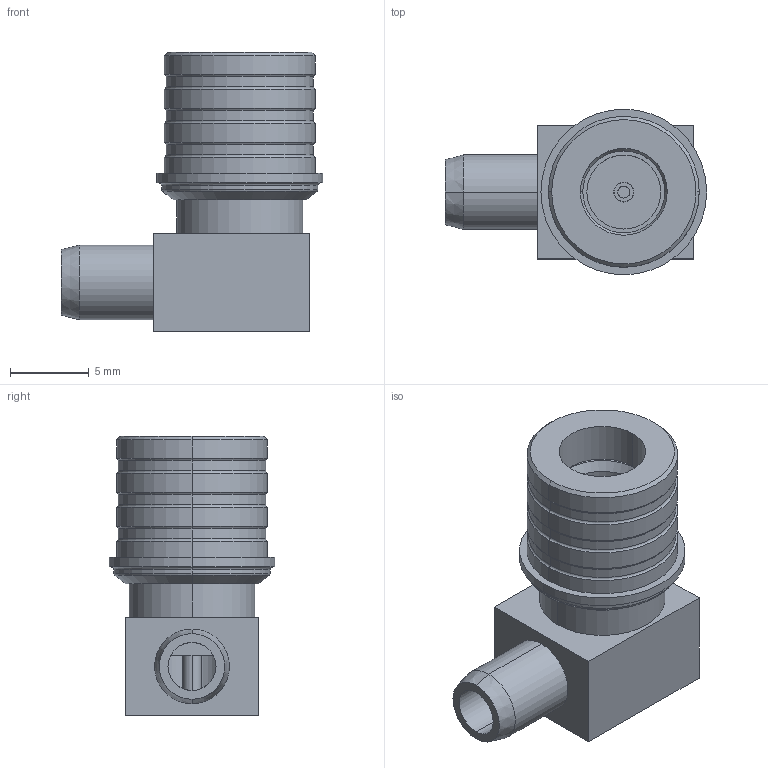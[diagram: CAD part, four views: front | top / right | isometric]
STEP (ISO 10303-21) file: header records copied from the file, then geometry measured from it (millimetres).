
FILE_DESCRIPTION (( 'STEP AP214' ), '1' );
FILE_NAME ('AQP-1700.STEP', '2010-03-12T16:38:27', ( ' ' ), ( ' ' ), 'SwSTEP 2.0', 'SolidWorks 2008', '' );
FILE_SCHEMA (( 'AUTOMOTIVE_DESIGN' ));
Length unit declared in the file: inch
Products named in the file (1): AQP-1700
Bounding box: 16.59 x 10.52 x 17.72 mm (x, y, z)
Volume: 1084.8 mm3; surface area: 1309.7 mm2
Topology: 3 solids, 3 shells, 90 faces, 185 edges, 111 vertices
Faces by surface type: cylinder 44, plane 22, torus 16, cone 8
Entity records: 2606 total; most frequent: DIRECTION 481, CARTESIAN_POINT 417, ORIENTED_EDGE 370, AXIS2_PLACEMENT_3D 207, EDGE_CURVE 185, CIRCLE 116, VERTEX_POINT 111, EDGE_LOOP 106
